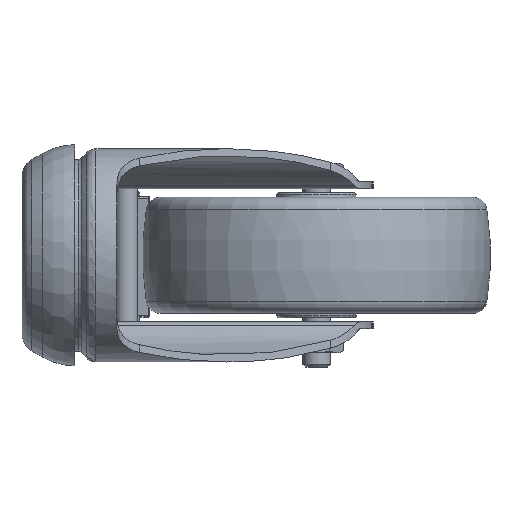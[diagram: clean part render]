
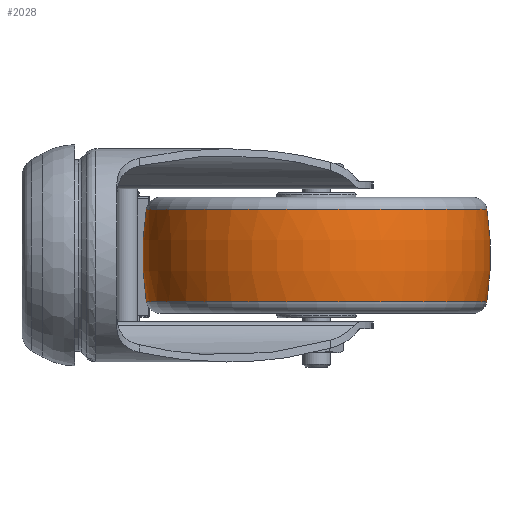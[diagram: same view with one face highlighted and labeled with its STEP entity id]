
A CAD part, left-side view. The second image highlights one B-rep face of the part: STEP entity #2028.
In plain terms, the highlighted toroidal (fillet/blend) face has major radius 25.625 mm and minor radius 63.125 mm.
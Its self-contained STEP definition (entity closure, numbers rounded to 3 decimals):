
#361 = EDGE_LOOP ( 'NONE', ( #16530 ) ) ;
#481 = CARTESIAN_POINT ( 'NONE',  ( 13.4, -63.5, -9.974 ) ) ;
#1542 = CARTESIAN_POINT ( 'NONE',  ( 50.107, -63.5, -9.974 ) ) ;
#2028 = ADVANCED_FACE ( 'NONE', ( #8269, #7356 ), #15622, .T. ) ;
#2052 = AXIS2_PLACEMENT_3D ( 'NONE', #6295, #13736, #16608 ) ;
#2858 = ORIENTED_EDGE ( 'NONE', *, *, #5288, .T. ) ;
#3201 = AXIS2_PLACEMENT_3D ( 'NONE', #8082, #18408, #5307 ) ;
#4633 = CARTESIAN_POINT ( 'NONE',  ( -23.307, -63.5, 9.974 ) ) ;
#5267 = EDGE_LOOP ( 'NONE', ( #2858 ) ) ;
#5288 = EDGE_CURVE ( 'NONE', #6136, #6136, #11683, .T. ) ;
#5307 = DIRECTION ( 'NONE',  ( -1., 0., 0. ) ) ;
#6136 = VERTEX_POINT ( 'NONE', #4633 ) ;
#6295 = CARTESIAN_POINT ( 'NONE',  ( 13.4, -63.5, 9.974 ) ) ;
#6760 = CIRCLE ( 'NONE', #17815, 36.707 ) ;
#7356 = FACE_OUTER_BOUND ( 'NONE', #5267, .T. ) ;
#7753 = DIRECTION ( 'NONE',  ( 1., 0., 0. ) ) ;
#8082 = CARTESIAN_POINT ( 'NONE',  ( 13.4, -63.5, 0. ) ) ;
#8269 = FACE_OUTER_BOUND ( 'NONE', #361, .T. ) ;
#10844 = EDGE_CURVE ( 'NONE', #12723, #12723, #6760, .T. ) ;
#11683 = CIRCLE ( 'NONE', #2052, 36.707 ) ;
#12723 = VERTEX_POINT ( 'NONE', #1542 ) ;
#13736 = DIRECTION ( 'NONE',  ( 0., 0., -1. ) ) ;
#15622 = TOROIDAL_SURFACE ( 'NONE', #3201, -25.625, 63.125 ) ;
#16530 = ORIENTED_EDGE ( 'NONE', *, *, #10844, .T. ) ;
#16608 = DIRECTION ( 'NONE',  ( -1., 0., 0. ) ) ;
#17815 = AXIS2_PLACEMENT_3D ( 'NONE', #481, #17954, #7753 ) ;
#17954 = DIRECTION ( 'NONE',  ( 0., 0., 1. ) ) ;
#18408 = DIRECTION ( 'NONE',  ( 0., 0., -1. ) ) ;
